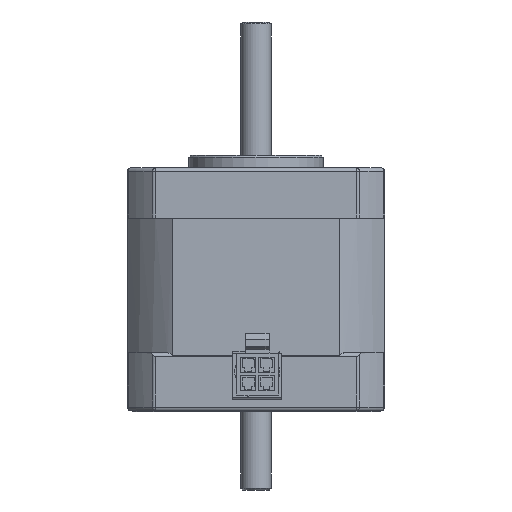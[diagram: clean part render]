
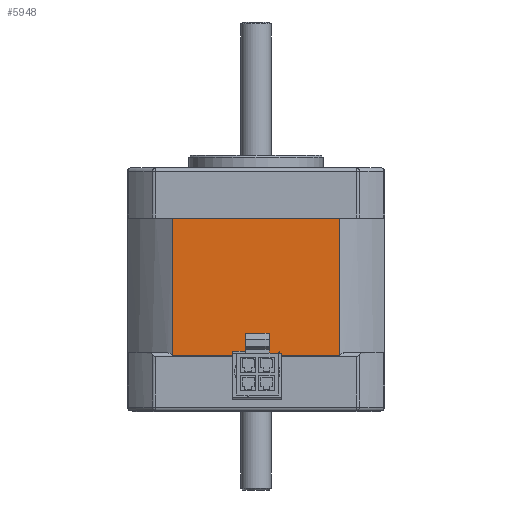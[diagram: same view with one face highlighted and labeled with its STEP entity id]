
A CAD part, front view. The second image highlights one B-rep face of the part: STEP entity #5948.
In plain terms, the highlighted planar face has unit normal (0, -1, 0).
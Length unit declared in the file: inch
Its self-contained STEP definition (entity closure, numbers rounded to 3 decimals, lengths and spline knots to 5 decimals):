
#55 = CARTESIAN_POINT ( 'NONE',  ( 2.12585, 1.13718, 3.79441 ) ) ;
#1632 = CARTESIAN_POINT ( 'NONE',  ( 1.04778, 1.13718, 3.79441 ) ) ;
#1811 = DIRECTION ( 'NONE',  ( 0., 1., 0. ) ) ;
#2902 = VERTEX_POINT ( 'NONE', #55 ) ;
#3255 = EDGE_CURVE ( 'NONE', #15211, #6281, #9577, .T. ) ;
#3829 = FACE_OUTER_BOUND ( 'NONE', #5283, .T. ) ;
#3975 = DIRECTION ( 'NONE',  ( 0., 0., -1. ) ) ;
#5283 = EDGE_LOOP ( 'NONE', ( #6131, #5618, #8276, #18730 ) ) ;
#5618 = ORIENTED_EDGE ( 'NONE', *, *, #13340, .T. ) ;
#5755 = LINE ( 'NONE', #11124, #15705 ) ;
#5792 = VERTEX_POINT ( 'NONE', #9589 ) ;
#5948 = ADVANCED_FACE ( 'NONE', ( #3829 ), #19283, .F. ) ;
#6131 = ORIENTED_EDGE ( 'NONE', *, *, #3255, .T. ) ;
#6281 = VERTEX_POINT ( 'NONE', #12384 ) ;
#6329 = DIRECTION ( 'NONE',  ( 1., 0., 0. ) ) ;
#7341 = DIRECTION ( 'NONE',  ( 0., 0., -1. ) ) ;
#8276 = ORIENTED_EDGE ( 'NONE', *, *, #10741, .F. ) ;
#9570 = EDGE_CURVE ( 'NONE', #15211, #2902, #15170, .T. ) ;
#9577 = LINE ( 'NONE', #10471, #17509 ) ;
#9589 = CARTESIAN_POINT ( 'NONE',  ( 2.12585, 1.13718, 2.90921 ) ) ;
#9787 = CARTESIAN_POINT ( 'NONE',  ( 1.58681, 1.13718, 3.79441 ) ) ;
#10471 = CARTESIAN_POINT ( 'NONE',  ( 1.04778, 1.13718, 3.79441 ) ) ;
#10539 = CARTESIAN_POINT ( 'NONE',  ( 2.12585, 1.13718, 3.79441 ) ) ;
#10741 = EDGE_CURVE ( 'NONE', #2902, #5792, #12170, .T. ) ;
#11124 = CARTESIAN_POINT ( 'NONE',  ( 1.04778, 1.13718, 2.90921 ) ) ;
#11382 = DIRECTION ( 'NONE',  ( 0., 0., 1. ) ) ;
#12170 = LINE ( 'NONE', #10539, #12671 ) ;
#12384 = CARTESIAN_POINT ( 'NONE',  ( 1.04778, 1.13718, 2.90921 ) ) ;
#12671 = VECTOR ( 'NONE', #7341, 39.37008 ) ;
#13340 = EDGE_CURVE ( 'NONE', #6281, #5792, #5755, .T. ) ;
#15170 = LINE ( 'NONE', #19092, #19909 ) ;
#15211 = VERTEX_POINT ( 'NONE', #1632 ) ;
#15705 = VECTOR ( 'NONE', #18832, 39.37008 ) ;
#17509 = VECTOR ( 'NONE', #3975, 39.37008 ) ;
#17699 = AXIS2_PLACEMENT_3D ( 'NONE', #9787, #1811, #11382 ) ;
#18730 = ORIENTED_EDGE ( 'NONE', *, *, #9570, .F. ) ;
#18832 = DIRECTION ( 'NONE',  ( 1., 0., 0. ) ) ;
#19092 = CARTESIAN_POINT ( 'NONE',  ( 1.58681, 1.13718, 3.79441 ) ) ;
#19283 = PLANE ( 'NONE',  #17699 ) ;
#19909 = VECTOR ( 'NONE', #6329, 39.37008 ) ;
